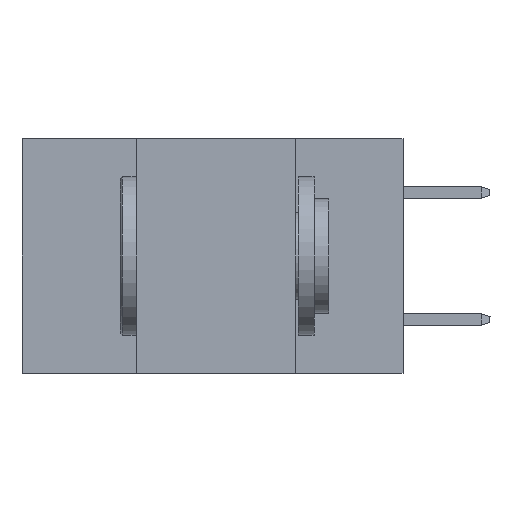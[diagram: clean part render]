
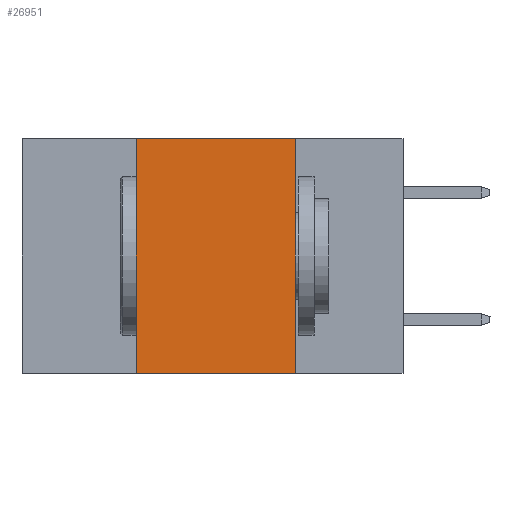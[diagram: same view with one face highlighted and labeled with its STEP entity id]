
A CAD part, left-side view. The second image highlights one B-rep face of the part: STEP entity #26951.
In plain terms, the highlighted planar face has unit normal (-1, 0, 0).
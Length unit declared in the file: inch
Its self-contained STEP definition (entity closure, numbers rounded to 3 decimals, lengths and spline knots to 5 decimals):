
#787 = CARTESIAN_POINT ( 'NONE',  ( 0., 0.17, -0.37 ) ) ;
#1782 = CARTESIAN_POINT ( 'NONE',  ( 0., 0.6, 0. ) ) ;
#2785 = EDGE_LOOP ( 'NONE', ( #28959, #3136, #33917, #31428 ) ) ;
#3136 = ORIENTED_EDGE ( 'NONE', *, *, #9176, .F. ) ;
#4857 = LINE ( 'NONE', #11876, #8379 ) ;
#5126 = CARTESIAN_POINT ( 'NONE',  ( 0., 0.17, 0. ) ) ;
#5537 = DIRECTION ( 'NONE',  ( 0., -1., 0. ) ) ;
#7807 = LINE ( 'NONE', #1782, #38407 ) ;
#8019 = DIRECTION ( 'NONE',  ( 0., -1., 0. ) ) ;
#8379 = VECTOR ( 'NONE', #17700, 39.37008 ) ;
#9176 = EDGE_CURVE ( 'NONE', #19541, #25958, #7807, .T. ) ;
#10647 = AXIS2_PLACEMENT_3D ( 'NONE', #21826, #12709, #37395 ) ;
#11477 = VECTOR ( 'NONE', #5537, 39.37008 ) ;
#11876 = CARTESIAN_POINT ( 'NONE',  ( 0., 0.42, 0. ) ) ;
#12709 = DIRECTION ( 'NONE',  ( 1., 0., 0. ) ) ;
#13101 = FACE_OUTER_BOUND ( 'NONE', #2785, .T. ) ;
#14238 = EDGE_CURVE ( 'NONE', #25958, #20521, #16263, .T. ) ;
#16263 = LINE ( 'NONE', #19804, #36073 ) ;
#17506 = CARTESIAN_POINT ( 'NONE',  ( 0., 0.42, -0.37 ) ) ;
#17700 = DIRECTION ( 'NONE',  ( 0., 0., 1. ) ) ;
#18603 = CARTESIAN_POINT ( 'NONE',  ( 0., 0.6, -0.37 ) ) ;
#19541 = VERTEX_POINT ( 'NONE', #35554 ) ;
#19804 = CARTESIAN_POINT ( 'NONE',  ( 0., 0.17, 0. ) ) ;
#20521 = VERTEX_POINT ( 'NONE', #787 ) ;
#21826 = CARTESIAN_POINT ( 'NONE',  ( 0., 0.6, 0. ) ) ;
#25090 = VERTEX_POINT ( 'NONE', #17506 ) ;
#25958 = VERTEX_POINT ( 'NONE', #5126 ) ;
#26951 = ADVANCED_FACE ( 'NONE', ( #13101 ), #38200, .F. ) ;
#28959 = ORIENTED_EDGE ( 'NONE', *, *, #14238, .F. ) ;
#31428 = ORIENTED_EDGE ( 'NONE', *, *, #32649, .T. ) ;
#32272 = DIRECTION ( 'NONE',  ( 0., 0., -1. ) ) ;
#32649 = EDGE_CURVE ( 'NONE', #25090, #20521, #33961, .T. ) ;
#33917 = ORIENTED_EDGE ( 'NONE', *, *, #35695, .F. ) ;
#33961 = LINE ( 'NONE', #18603, #11477 ) ;
#35554 = CARTESIAN_POINT ( 'NONE',  ( 0., 0.42, 0. ) ) ;
#35695 = EDGE_CURVE ( 'NONE', #25090, #19541, #4857, .T. ) ;
#36073 = VECTOR ( 'NONE', #32272, 39.37008 ) ;
#37395 = DIRECTION ( 'NONE',  ( 0., 0., -1. ) ) ;
#38200 = PLANE ( 'NONE',  #10647 ) ;
#38407 = VECTOR ( 'NONE', #8019, 39.37008 ) ;
